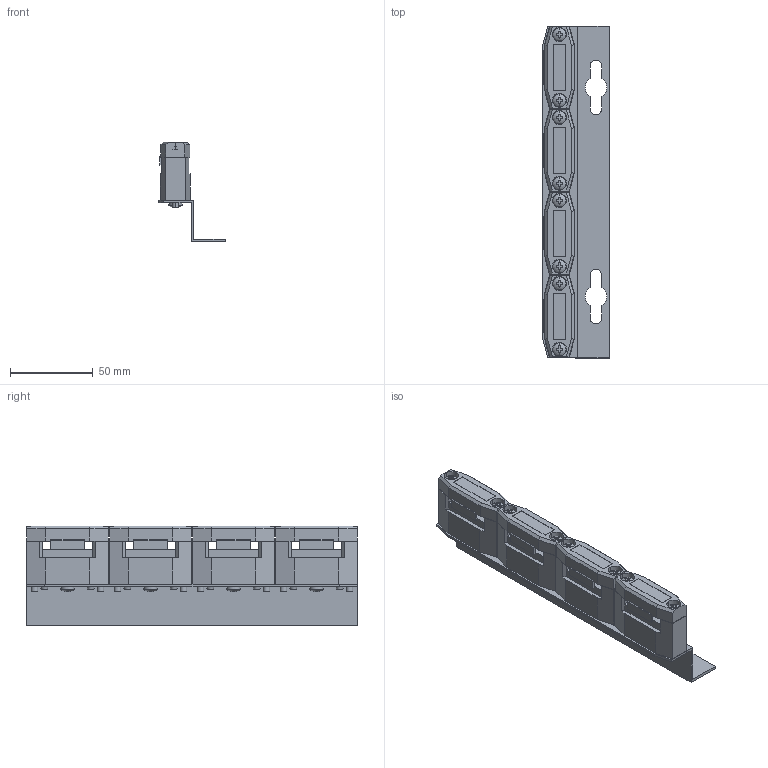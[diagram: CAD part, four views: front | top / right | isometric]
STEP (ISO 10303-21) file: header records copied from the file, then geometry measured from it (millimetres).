
FILE_DESCRIPTION(('STEP AP214'),'1');
FILE_NAME('cctmp_F90DA022-AAEE-4F9C-9797-C331C0C5F9D3_2023_04_06_10_58_51_0618..stp','2023-04-06T08:58:52',('SIEMENS A&D'),('CADClick - www.CADClick.com'),'Spatial InterOp 3D',' ','unknown authorization');
FILE_SCHEMA(('AUTOMOTIVE_DESIGN'));
Length unit declared in the file: millimetre
Products named in the file (22): cc_unnamed; 8GF5762_20; 8GF5762_19; 8GF5762_18; 8GF5762_17; 8GF5762_16; 8GF5762_15; 8GF5762_14; 8GF5762_13; 8GF5762_12; 8GF5762_11; 8GF5762_10; 8GF5762_9; 8GF5762_8; 8GF5762_7; 8GF5762_6; 8GF5762_5; 8GF5762_4; 8GF5762_3; 8GF5762_2; 8GF5762_1; 8GF5762
Assembly tree (21 placements, depth 2):
  cc_unnamed
    8GF5762_20
    8GF5762_19
    8GF5762_18
    8GF5762_17
    8GF5762_16
    8GF5762_15
    8GF5762_14
    8GF5762_13
    8GF5762_12
    8GF5762_11
    8GF5762_10
    8GF5762_9
    8GF5762_8
    8GF5762_7
    8GF5762_6
    8GF5762_5
    8GF5762_4
    8GF5762_3
    8GF5762_2
    8GF5762_1
    8GF5762
Bounding box: 40 x 200 x 60.02 mm (x, y, z)
Volume: 125234.6 mm3; surface area: 65837.6 mm2
Topology: 21 solids, 21 shells, 588 faces, 1434 edges, 932 vertices
Faces by surface type: plane 424, cylinder 124, sphere 24, cone 16
Entity records: 22597 total; most frequent: DIRECTION 3110, CARTESIAN_POINT 2976, ORIENTED_EDGE 2868, EDGE_CURVE 1434, AXIS2_PLACEMENT_3D 1066, LINE 978, VECTOR 978, VERTEX_POINT 932
